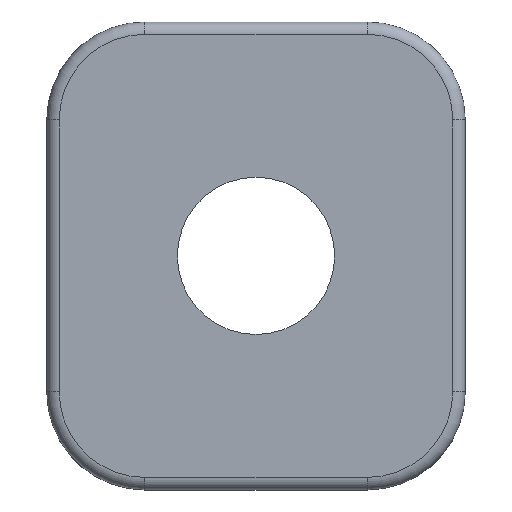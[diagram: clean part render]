
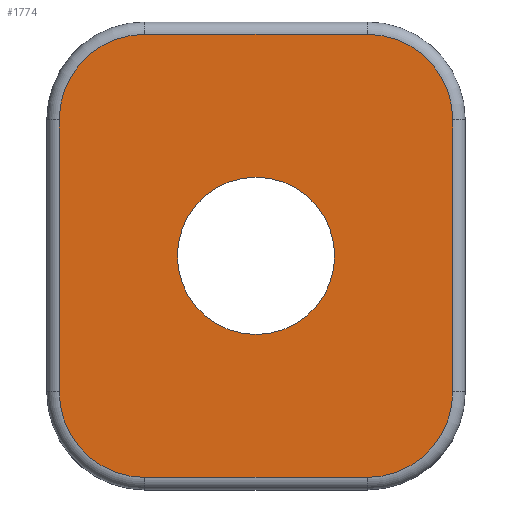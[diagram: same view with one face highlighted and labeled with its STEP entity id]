
A CAD part, top view. The second image highlights one B-rep face of the part: STEP entity #1774.
In plain terms, the highlighted planar face has unit normal (0, 0, 1).
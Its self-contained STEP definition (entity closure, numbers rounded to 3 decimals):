
#91=CIRCLE('',#1911,10.4);
#95=CIRCLE('',#1917,10.4);
#99=CIRCLE('',#1923,10.4);
#102=CIRCLE('',#1928,10.4);
#104=CIRCLE('',#1935,9.55);
#112=FACE_BOUND('',#307,.T.);
#202=FACE_OUTER_BOUND('',#306,.T.);
#306=EDGE_LOOP('',(#1556,#1557,#1558,#1559,#1560,#1561,#1562,#1563));
#307=EDGE_LOOP('',(#1564));
#492=LINE('',#2899,#682);
#493=LINE('',#2910,#683);
#495=LINE('',#2922,#685);
#497=LINE('',#2934,#687);
#682=VECTOR('',#2363,10.);
#683=VECTOR('',#2376,10.);
#685=VECTOR('',#2390,10.);
#687=VECTOR('',#2404,10.);
#846=VERTEX_POINT('',#2892);
#849=VERTEX_POINT('',#2897);
#851=VERTEX_POINT('',#2902);
#853=VERTEX_POINT('',#2908);
#855=VERTEX_POINT('',#2914);
#857=VERTEX_POINT('',#2920);
#859=VERTEX_POINT('',#2926);
#861=VERTEX_POINT('',#2932);
#862=VERTEX_POINT('',#2949);
#1081=EDGE_CURVE('',#849,#846,#492,.T.);
#1083=EDGE_CURVE('',#851,#849,#91,.T.);
#1086=EDGE_CURVE('',#853,#851,#493,.T.);
#1089=EDGE_CURVE('',#855,#853,#95,.T.);
#1092=EDGE_CURVE('',#857,#855,#495,.T.);
#1095=EDGE_CURVE('',#859,#857,#99,.T.);
#1098=EDGE_CURVE('',#861,#859,#497,.T.);
#1100=EDGE_CURVE('',#846,#861,#102,.T.);
#1107=EDGE_CURVE('',#862,#862,#104,.T.);
#1556=ORIENTED_EDGE('',*,*,#1081,.F.);
#1557=ORIENTED_EDGE('',*,*,#1083,.F.);
#1558=ORIENTED_EDGE('',*,*,#1086,.F.);
#1559=ORIENTED_EDGE('',*,*,#1089,.F.);
#1560=ORIENTED_EDGE('',*,*,#1092,.F.);
#1561=ORIENTED_EDGE('',*,*,#1095,.F.);
#1562=ORIENTED_EDGE('',*,*,#1098,.F.);
#1563=ORIENTED_EDGE('',*,*,#1100,.F.);
#1564=ORIENTED_EDGE('',*,*,#1107,.T.);
#1682=PLANE('',#1934);
#1774=ADVANCED_FACE('',(#202,#112),#1682,.T.);
#1911=AXIS2_PLACEMENT_3D('',#2904,#2368,#2369);
#1917=AXIS2_PLACEMENT_3D('',#2916,#2382,#2383);
#1923=AXIS2_PLACEMENT_3D('',#2928,#2396,#2397);
#1928=AXIS2_PLACEMENT_3D('',#2937,#2408,#2409);
#1934=AXIS2_PLACEMENT_3D('',#2948,#2425,#2426);
#1935=AXIS2_PLACEMENT_3D('',#2950,#2427,#2428);
#2363=DIRECTION('',(1.,0.,0.));
#2368=DIRECTION('center_axis',(0.,0.,-1.));
#2369=DIRECTION('ref_axis',(-0.707,0.707,0.));
#2376=DIRECTION('',(0.,1.,0.));
#2382=DIRECTION('center_axis',(0.,0.,-1.));
#2383=DIRECTION('ref_axis',(-0.707,-0.707,0.));
#2390=DIRECTION('',(-1.,0.,0.));
#2396=DIRECTION('center_axis',(0.,0.,-1.));
#2397=DIRECTION('ref_axis',(0.707,-0.707,0.));
#2404=DIRECTION('',(0.,-1.,0.));
#2408=DIRECTION('center_axis',(0.,0.,-1.));
#2409=DIRECTION('ref_axis',(0.707,0.707,0.));
#2425=DIRECTION('center_axis',(0.,0.,1.));
#2426=DIRECTION('ref_axis',(1.,0.,0.));
#2427=DIRECTION('center_axis',(0.,0.,-1.));
#2428=DIRECTION('ref_axis',(1.,0.,0.));
#2892=CARTESIAN_POINT('',(36.5,52.9,17.));
#2897=CARTESIAN_POINT('',(9.5,52.9,17.));
#2899=CARTESIAN_POINT('',(29.75,52.9,17.));
#2902=CARTESIAN_POINT('',(-0.9,42.5,17.));
#2904=CARTESIAN_POINT('Origin',(9.5,42.5,17.));
#2908=CARTESIAN_POINT('',(-0.9,9.5,17.));
#2910=CARTESIAN_POINT('',(-0.9,34.25,17.));
#2914=CARTESIAN_POINT('',(9.5,-0.9,17.));
#2916=CARTESIAN_POINT('Origin',(9.5,9.5,17.));
#2920=CARTESIAN_POINT('',(36.5,-0.9,17.));
#2922=CARTESIAN_POINT('',(16.25,-0.9,17.));
#2926=CARTESIAN_POINT('',(46.9,9.5,17.));
#2928=CARTESIAN_POINT('Origin',(36.5,9.5,17.));
#2932=CARTESIAN_POINT('',(46.9,42.5,17.));
#2934=CARTESIAN_POINT('',(46.9,17.75,17.));
#2937=CARTESIAN_POINT('Origin',(36.5,42.5,17.));
#2948=CARTESIAN_POINT('Origin',(23.,26.,17.));
#2949=CARTESIAN_POINT('',(13.45,26.,17.));
#2950=CARTESIAN_POINT('Origin',(23.,26.,17.));
